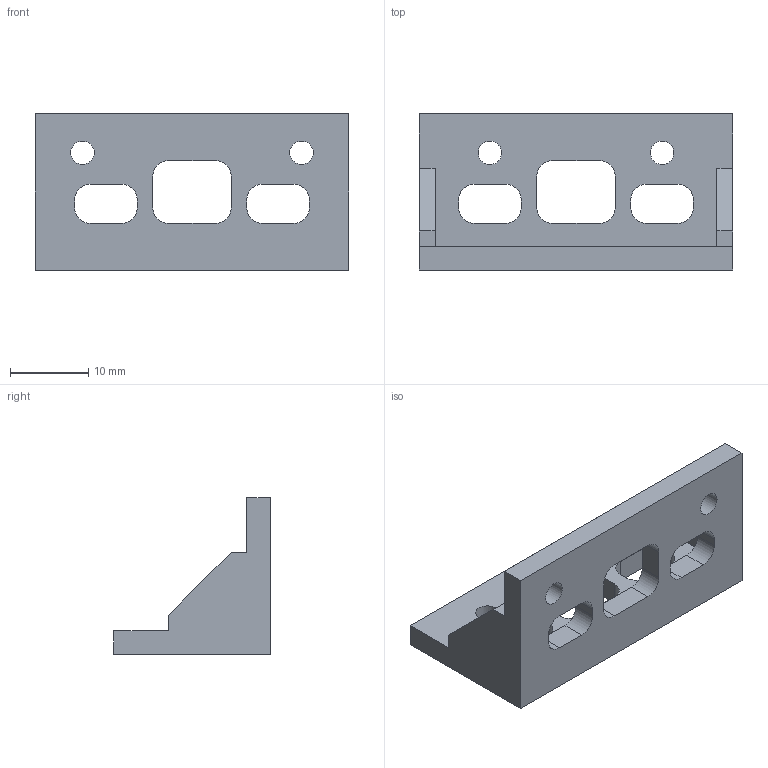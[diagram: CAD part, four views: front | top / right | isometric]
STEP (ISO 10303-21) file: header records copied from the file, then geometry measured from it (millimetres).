
FILE_DESCRIPTION(('STEP AP242'), '1');
FILE_NAME('Ñîåäèíèòåëü', '', ('UNSPECIFIED'), ('UNSPECIFIED'), 'C3D Converter', 'C3D Toolkit', '');
FILE_SCHEMA(('AP242_MANAGED_MODEL_BASED_3D_ENGINEERING_MIM_LF { 1 0 10303 442 1 1 4 }'));
Length unit declared in the file: millimetre
Bounding box: 40 x 20 x 20 mm (x, y, z)
Volume: 3729 mm3; surface area: 3599.2 mm2
Topology: 1 solids, 1 shells, 68 faces, 198 edges, 132 vertices
Faces by surface type: plane 40, cylinder 28
Full cylindrical faces by diameter (mm): 3 x4
Entity records: 2857 total; most frequent: CARTESIAN_POINT 395, DIRECTION 388, ORIENTED_EDGE 388, EDGE_CURVE 194, LINE 138, VECTOR 138, VERTEX_POINT 132, AXIS2_PLACEMENT_3D 125
